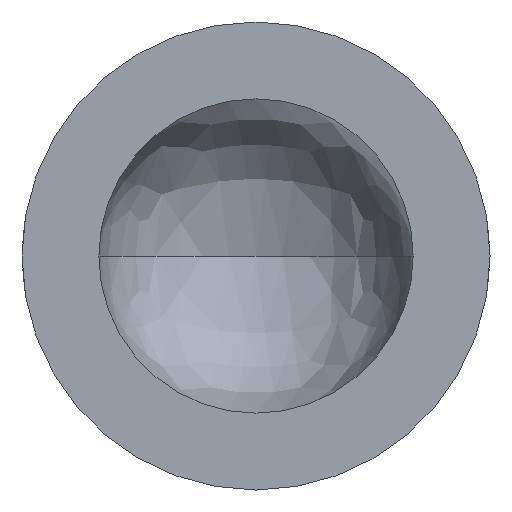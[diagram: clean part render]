
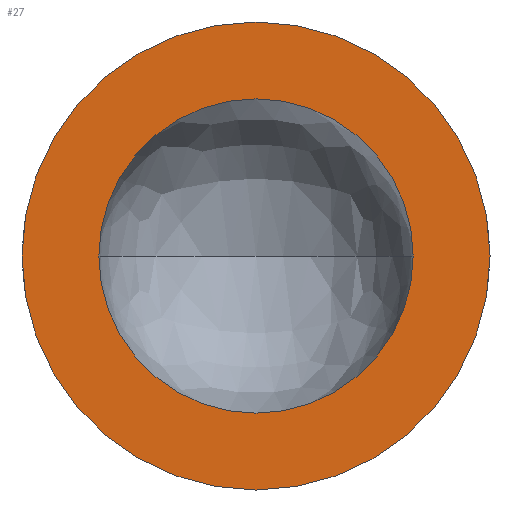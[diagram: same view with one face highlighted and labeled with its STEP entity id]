
A CAD part, left-side view. The second image highlights one B-rep face of the part: STEP entity #27.
In plain terms, the highlighted planar face has unit normal (-1, 0, 0).
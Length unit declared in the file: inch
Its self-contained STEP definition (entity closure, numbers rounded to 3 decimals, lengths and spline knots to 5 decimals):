
#3 = PLANE ( 'NONE',  #94 ) ;
#6 = AXIS2_PLACEMENT_3D ( 'NONE', #225, #242, #54 ) ;
#14 = EDGE_CURVE ( 'NONE', #114, #297, #20, .T. ) ;
#20 = CIRCLE ( 'NONE', #219, 0.08858 ) ;
#21 = AXIS2_PLACEMENT_3D ( 'NONE', #66, #181, #143 ) ;
#27 = ADVANCED_FACE ( 'NONE', ( #32, #134 ), #3, .F. ) ;
#32 = FACE_OUTER_BOUND ( 'NONE', #317, .T. ) ;
#53 = CIRCLE ( 'NONE', #6, 0.13189 ) ;
#54 = DIRECTION ( 'NONE',  ( 0., 0., 1. ) ) ;
#61 = CARTESIAN_POINT ( 'NONE',  ( 0., 0., 0. ) ) ;
#64 = ORIENTED_EDGE ( 'NONE', *, *, #239, .F. ) ;
#66 = CARTESIAN_POINT ( 'NONE',  ( 0., 0., 0. ) ) ;
#79 = VERTEX_POINT ( 'NONE', #268 ) ;
#94 = AXIS2_PLACEMENT_3D ( 'NONE', #170, #224, #325 ) ;
#112 = ORIENTED_EDGE ( 'NONE', *, *, #14, .F. ) ;
#114 = VERTEX_POINT ( 'NONE', #339 ) ;
#117 = DIRECTION ( 'NONE',  ( -1., 0., 0. ) ) ;
#129 = EDGE_LOOP ( 'NONE', ( #112, #168 ) ) ;
#131 = DIRECTION ( 'NONE',  ( 0., 0., 1. ) ) ;
#132 = CARTESIAN_POINT ( 'NONE',  ( 0., 0., 0. ) ) ;
#134 = FACE_BOUND ( 'NONE', #129, .T. ) ;
#143 = DIRECTION ( 'NONE',  ( 0., 0., 1. ) ) ;
#168 = ORIENTED_EDGE ( 'NONE', *, *, #337, .F. ) ;
#170 = CARTESIAN_POINT ( 'NONE',  ( 0., 0.13189, 0. ) ) ;
#181 = DIRECTION ( 'NONE',  ( -1., 0., 0. ) ) ;
#189 = AXIS2_PLACEMENT_3D ( 'NONE', #132, #241, #131 ) ;
#219 = AXIS2_PLACEMENT_3D ( 'NONE', #61, #117, #273 ) ;
#224 = DIRECTION ( 'NONE',  ( 1., 0., 0. ) ) ;
#225 = CARTESIAN_POINT ( 'NONE',  ( 0., 0., 0. ) ) ;
#239 = EDGE_CURVE ( 'NONE', #327, #79, #341, .T. ) ;
#241 = DIRECTION ( 'NONE',  ( 1., 0., 0. ) ) ;
#242 = DIRECTION ( 'NONE',  ( 1., 0., 0. ) ) ;
#268 = CARTESIAN_POINT ( 'NONE',  ( 0., 0., -0.13189 ) ) ;
#273 = DIRECTION ( 'NONE',  ( 0., 0., 1. ) ) ;
#296 = EDGE_CURVE ( 'NONE', #79, #327, #53, .T. ) ;
#297 = VERTEX_POINT ( 'NONE', #326 ) ;
#305 = CARTESIAN_POINT ( 'NONE',  ( 0., 0., 0.13189 ) ) ;
#317 = EDGE_LOOP ( 'NONE', ( #64, #332 ) ) ;
#325 = DIRECTION ( 'NONE',  ( 0., 0., -1. ) ) ;
#326 = CARTESIAN_POINT ( 'NONE',  ( 0., 0., 0.08858 ) ) ;
#327 = VERTEX_POINT ( 'NONE', #305 ) ;
#332 = ORIENTED_EDGE ( 'NONE', *, *, #296, .F. ) ;
#337 = EDGE_CURVE ( 'NONE', #297, #114, #342, .T. ) ;
#339 = CARTESIAN_POINT ( 'NONE',  ( 0., 0., -0.08858 ) ) ;
#341 = CIRCLE ( 'NONE', #189, 0.13189 ) ;
#342 = CIRCLE ( 'NONE', #21, 0.08858 ) ;
